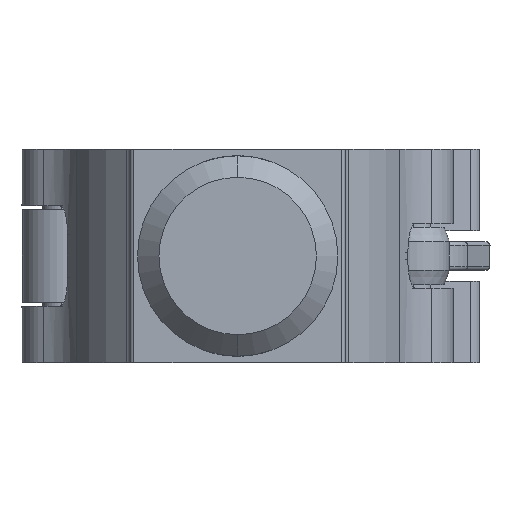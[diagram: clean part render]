
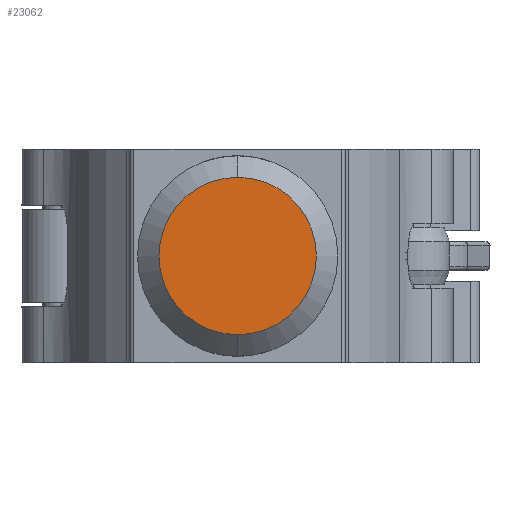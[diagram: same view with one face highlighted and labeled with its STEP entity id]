
A CAD part, front view. The second image highlights one B-rep face of the part: STEP entity #23062.
In plain terms, the highlighted planar face has unit normal (0, -1, 0).
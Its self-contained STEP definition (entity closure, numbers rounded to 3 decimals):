
#181 = CARTESIAN_POINT ( 'NONE',  ( 0., 0., 0. ) ) ;
#1025 = CARTESIAN_POINT ( 'NONE',  ( 0., 0., 0. ) ) ;
#1459 = AXIS2_PLACEMENT_3D ( 'NONE', #1025, #19525, #13703 ) ;
#3781 = ORIENTED_EDGE ( 'NONE', *, *, #7705, .T. ) ;
#4299 = AXIS2_PLACEMENT_3D ( 'NONE', #5200, #16403, #9056 ) ;
#4449 = VERTEX_POINT ( 'NONE', #19354 ) ;
#5200 = CARTESIAN_POINT ( 'NONE',  ( 11., 0., 0. ) ) ;
#5668 = CARTESIAN_POINT ( 'NONE',  ( 0., 0., 11. ) ) ;
#7705 = EDGE_CURVE ( 'NONE', #8869, #4449, #10142, .T. ) ;
#8869 = VERTEX_POINT ( 'NONE', #5668 ) ;
#9038 = EDGE_LOOP ( 'NONE', ( #3781, #14884 ) ) ;
#9056 = DIRECTION ( 'NONE',  ( 0., 0., -1. ) ) ;
#9688 = DIRECTION ( 'NONE',  ( 0., 0., -1. ) ) ;
#10142 = CIRCLE ( 'NONE', #1459, 11. ) ;
#10892 = CIRCLE ( 'NONE', #18434, 11. ) ;
#13357 = EDGE_CURVE ( 'NONE', #4449, #8869, #10892, .T. ) ;
#13703 = DIRECTION ( 'NONE',  ( 0., 0., -1. ) ) ;
#14884 = ORIENTED_EDGE ( 'NONE', *, *, #13357, .T. ) ;
#16328 = PLANE ( 'NONE',  #4299 ) ;
#16403 = DIRECTION ( 'NONE',  ( 0., -1., 0. ) ) ;
#18434 = AXIS2_PLACEMENT_3D ( 'NONE', #181, #22438, #9688 ) ;
#19354 = CARTESIAN_POINT ( 'NONE',  ( 0., 0., -11. ) ) ;
#19525 = DIRECTION ( 'NONE',  ( 0., -1., 0. ) ) ;
#22438 = DIRECTION ( 'NONE',  ( 0., -1., 0. ) ) ;
#22554 = FACE_OUTER_BOUND ( 'NONE', #9038, .T. ) ;
#23062 = ADVANCED_FACE ( 'NONE', ( #22554 ), #16328, .T. ) ;
